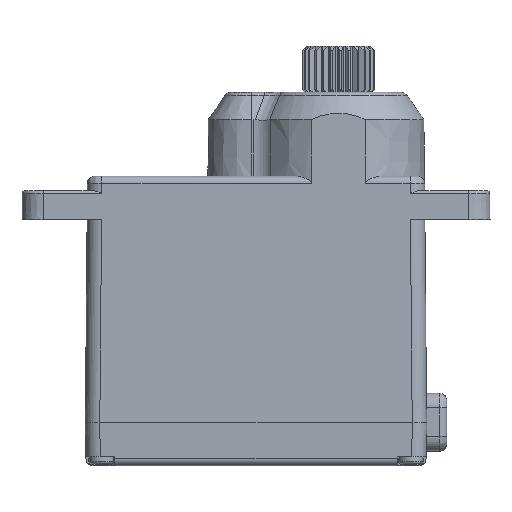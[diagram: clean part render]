
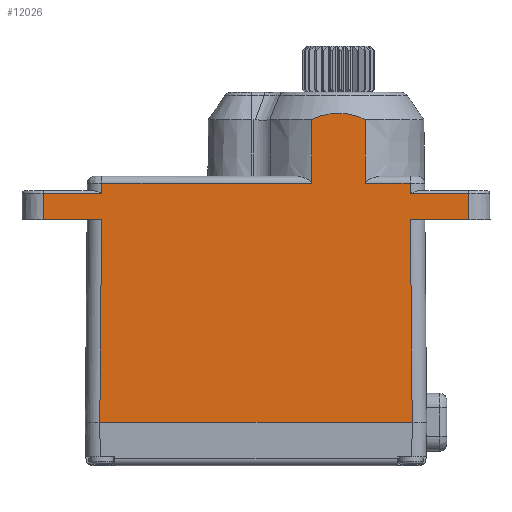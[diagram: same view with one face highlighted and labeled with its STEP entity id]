
A CAD part, top view. The second image highlights one B-rep face of the part: STEP entity #12026.
In plain terms, the highlighted planar face has unit normal (0, 0.009, 1).
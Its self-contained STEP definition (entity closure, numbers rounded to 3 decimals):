
#622=DIRECTION('',(-1.,0.,0.));
#623=VECTOR('',#622,21.592);
#624=CARTESIAN_POINT('',(10.796,-11.,5.796));
#625=LINE('',#624,#623);
#626=DIRECTION('',(0.009,1.,-0.009));
#627=VECTOR('',#626,14.001);
#628=CARTESIAN_POINT('',(-10.796,-11.,5.796));
#629=LINE('',#628,#627);
#630=DIRECTION('',(1.,0.,0.));
#631=VECTOR('',#630,14.487);
#632=CARTESIAN_POINT('',(-10.653,5.504,5.652));
#633=LINE('',#632,#631);
#634=DIRECTION('',(0.009,-1.,0.009));
#635=VECTOR('',#634,14.001);
#636=CARTESIAN_POINT('',(10.674,3.,5.674));
#637=LINE('',#636,#635);
#3592=DIRECTION('',(1.,0.,0.));
#3593=VECTOR('',#3592,4.026);
#3594=CARTESIAN_POINT('',(10.674,3.,5.674));
#3595=LINE('',#3594,#3593);
#3636=DIRECTION('',(0.,1.,-0.009));
#3637=VECTOR('',#3636,1.802);
#3638=CARTESIAN_POINT('',(14.7,3.,5.674));
#3639=LINE('',#3638,#3637);
#3800=DIRECTION('',(-0.001,1.,-0.009));
#3801=VECTOR('',#3800,4.42);
#3802=CARTESIAN_POINT('',(7.565,5.504,5.652));
#3803=LINE('',#3802,#3801);
#3878=DIRECTION('',(-1.,0.,0.));
#3879=VECTOR('',#3878,3.087);
#3880=CARTESIAN_POINT('',(10.652,5.504,5.652));
#3881=LINE('',#3880,#3879);
#3932=DIRECTION('',(-0.007,1.,-0.009));
#3933=VECTOR('',#3932,0.703);
#3934=CARTESIAN_POINT('',(10.657,4.802,5.658));
#3935=LINE('',#3934,#3933);
#3945=DIRECTION('',(-1.,0.,0.));
#3946=VECTOR('',#3945,4.043);
#3947=CARTESIAN_POINT('',(14.7,4.802,5.658));
#3948=LINE('',#3947,#3946);
#3977=CARTESIAN_POINT('',(7.56,9.924,5.613));
#3978=CARTESIAN_POINT('',(7.362,10.014,5.613));
#3979=CARTESIAN_POINT('',(6.964,10.171,5.611));
#3980=CARTESIAN_POINT('',(6.306,10.327,5.61));
#3981=CARTESIAN_POINT('',(5.717,10.371,5.609));
#3982=CARTESIAN_POINT('',(5.129,10.333,5.61));
#3983=CARTESIAN_POINT('',(4.459,10.179,5.611));
#3984=CARTESIAN_POINT('',(4.047,10.018,5.613));
#3985=CARTESIAN_POINT('',(3.839,9.924,5.613));
#4209=DIRECTION('',(-0.008,-1.,0.009));
#4210=VECTOR('',#4209,0.703);
#4211=CARTESIAN_POINT('',(-10.653,5.504,5.652));
#4212=LINE('',#4211,#4210);
#4217=DIRECTION('',(-1.,0.,0.));
#4218=VECTOR('',#4217,4.042);
#4219=CARTESIAN_POINT('',(-10.658,4.802,5.658));
#4220=LINE('',#4219,#4218);
#4321=DIRECTION('',(0.,-1.,0.009));
#4322=VECTOR('',#4321,1.802);
#4323=CARTESIAN_POINT('',(-14.7,4.802,5.658));
#4324=LINE('',#4323,#4322);
#4347=DIRECTION('',(1.,0.,0.));
#4348=VECTOR('',#4347,4.026);
#4349=CARTESIAN_POINT('',(-14.7,3.,5.674));
#4350=LINE('',#4349,#4348);
#4351=CARTESIAN_POINT('',(-10.674,3.,5.674));
#6968=DIRECTION('',(-0.001,-1.,0.009));
#6969=VECTOR('',#6968,4.42);
#6970=CARTESIAN_POINT('',(3.839,9.924,5.613));
#6971=LINE('',#6970,#6969);
#6972=CARTESIAN_POINT('',(3.834,5.504,5.652));
#9339=CARTESIAN_POINT('',(10.652,5.504,5.652));
#9341=VERTEX_POINT('',#9339);
#10174=CARTESIAN_POINT('',(-10.652,5.504,
5.652));
#10175=VERTEX_POINT('',#10174);
#10176=VERTEX_POINT('',#6972);
#10177=CARTESIAN_POINT('',(10.796,-11.,
5.796));
#10178=CARTESIAN_POINT('',(-10.796,-11.,
5.796));
#10179=VERTEX_POINT('',#10177);
#10180=VERTEX_POINT('',#10178);
#10181=CARTESIAN_POINT('',(-14.7,4.802,
5.658));
#10182=CARTESIAN_POINT('',(-14.7,3.,5.674));
#10183=VERTEX_POINT('',#10181);
#10184=VERTEX_POINT('',#10182);
#10185=CARTESIAN_POINT('',(-10.658,4.802,
5.658));
#10186=VERTEX_POINT('',#10185);
#10187=CARTESIAN_POINT('',(7.565,5.504,5.652));
#10188=VERTEX_POINT('',#10187);
#10189=CARTESIAN_POINT('',(14.7,4.802,5.658));
#10190=CARTESIAN_POINT('',(10.657,4.802,5.658));
#10191=VERTEX_POINT('',#10189);
#10192=VERTEX_POINT('',#10190);
#10193=CARTESIAN_POINT('',(14.7,3.,5.674));
#10194=VERTEX_POINT('',#10193);
#10198=VERTEX_POINT('',#4351);
#10256=CARTESIAN_POINT('',(7.56,9.924,5.613));
#10257=VERTEX_POINT('',#10256);
#10263=CARTESIAN_POINT('',(3.839,9.924,5.613));
#10264=VERTEX_POINT('',#10263);
#10303=CARTESIAN_POINT('',(10.674,3.,5.674));
#10304=VERTEX_POINT('',#10303);
#11988=CARTESIAN_POINT('',(0.,-0.321,5.703));
#11989=DIRECTION('',(0.,0.009,1.));
#11990=DIRECTION('',(-1.,0.,0.));
#11991=AXIS2_PLACEMENT_3D('',#11988,#11989,#11990);
#11992=PLANE('',#11991);
#11994=ORIENTED_EDGE('',*,*,#11993,.T.);
#11996=ORIENTED_EDGE('',*,*,#11995,.T.);
#11998=ORIENTED_EDGE('',*,*,#11997,.F.);
#12000=ORIENTED_EDGE('',*,*,#11999,.F.);
#12002=ORIENTED_EDGE('',*,*,#12001,.F.);
#12004=ORIENTED_EDGE('',*,*,#12003,.F.);
#12005=ORIENTED_EDGE('',*,*,#11971,.T.);
#12007=ORIENTED_EDGE('',*,*,#12006,.F.);
#12009=ORIENTED_EDGE('',*,*,#12008,.F.);
#12011=ORIENTED_EDGE('',*,*,#12010,.F.);
#12013=ORIENTED_EDGE('',*,*,#12012,.F.);
#12015=ORIENTED_EDGE('',*,*,#12014,.F.);
#12017=ORIENTED_EDGE('',*,*,#12016,.F.);
#12019=ORIENTED_EDGE('',*,*,#12018,.F.);
#12021=ORIENTED_EDGE('',*,*,#12020,.F.);
#12023=ORIENTED_EDGE('',*,*,#12022,.T.);
#12024=EDGE_LOOP('',(#11994,#11996,#11998,#12000,#12002,#12004,#12005,#12007,
#12009,#12011,#12013,#12015,#12017,#12019,#12021,#12023));
#12025=FACE_OUTER_BOUND('',#12024,.F.);
#12026=ADVANCED_FACE('',(#12025),#11992,.T.);
#3986=B_SPLINE_CURVE_WITH_KNOTS('',3,(#3977,#3978,#3979,#3980,#3981,#3982,#3983,
#3984,#3985),.UNSPECIFIED.,.F.,.F.,(4,1,1,1,1,1,4),(0.,0.167,
0.333,0.5,0.667,0.833,1.),
.UNSPECIFIED.);
#11971=EDGE_CURVE('',#10175,#10176,#633,.T.);
#11993=EDGE_CURVE('',#10179,#10180,#625,.T.);
#11995=EDGE_CURVE('',#10180,#10198,#629,.T.);
#11997=EDGE_CURVE('',#10184,#10198,#4350,.T.);
#11999=EDGE_CURVE('',#10183,#10184,#4324,.T.);
#12001=EDGE_CURVE('',#10186,#10183,#4220,.T.);
#12003=EDGE_CURVE('',#10175,#10186,#4212,.T.);
#12006=EDGE_CURVE('',#10264,#10176,#6971,.T.);
#12008=EDGE_CURVE('',#10257,#10264,#3986,.T.);
#12010=EDGE_CURVE('',#10188,#10257,#3803,.T.);
#12012=EDGE_CURVE('',#9341,#10188,#3881,.T.);
#12014=EDGE_CURVE('',#10192,#9341,#3935,.T.);
#12016=EDGE_CURVE('',#10191,#10192,#3948,.T.);
#12018=EDGE_CURVE('',#10194,#10191,#3639,.T.);
#12020=EDGE_CURVE('',#10304,#10194,#3595,.T.);
#12022=EDGE_CURVE('',#10304,#10179,#637,.T.);
